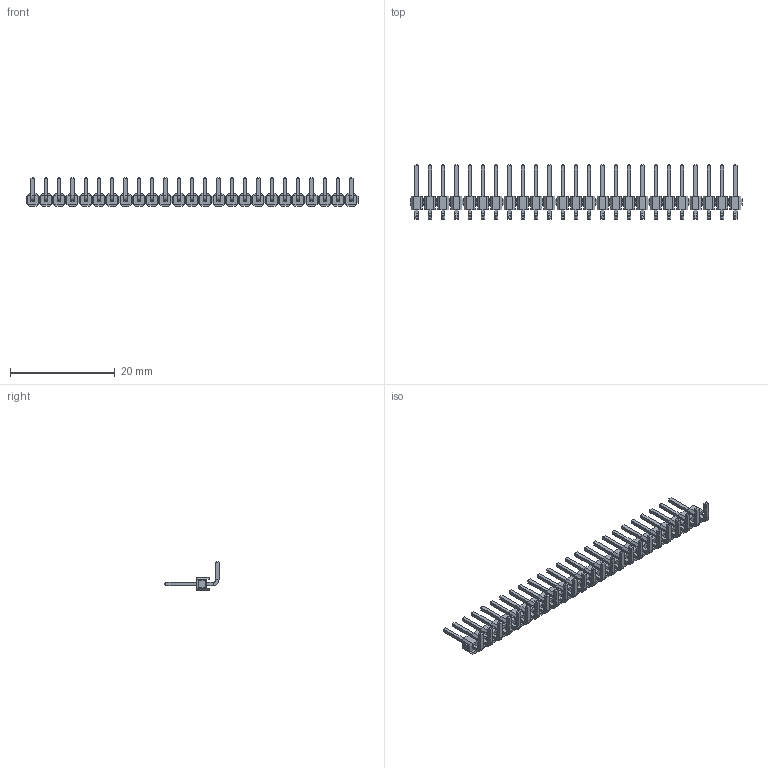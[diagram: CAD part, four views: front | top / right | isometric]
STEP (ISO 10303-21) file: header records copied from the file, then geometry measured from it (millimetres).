
FILE_DESCRIPTION (( 'STEP AP214' ), '1' );
FILE_NAME ('PLSR-25D.STEP', '2019-07-02T21:29:42', ( '' ), ( '' ), 'SwSTEP 2.0', 'SolidWorks 2018', '' );
FILE_SCHEMA (( 'AUTOMOTIVE_DESIGN' ));
Length unit declared in the file: millimetre
Products named in the file (1): PLSR-25D
Bounding box: 63.5 x 10.36 x 5.54 mm (x, y, z)
Volume: 408.7 mm3; surface area: 1595.8 mm2
Topology: 25 solids, 25 shells, 1250 faces, 2800 edges, 1700 vertices
Faces by surface type: plane 1200, cylinder 50
Entity records: 47404 total; most frequent: CARTESIAN_POINT 5751, ORIENTED_EDGE 5600, DIRECTION 5402, EDGE_CURVE 2800, LINE 2700, VECTOR 2700, VERTEX_POINT 1700, AXIS2_PLACEMENT_3D 1351
